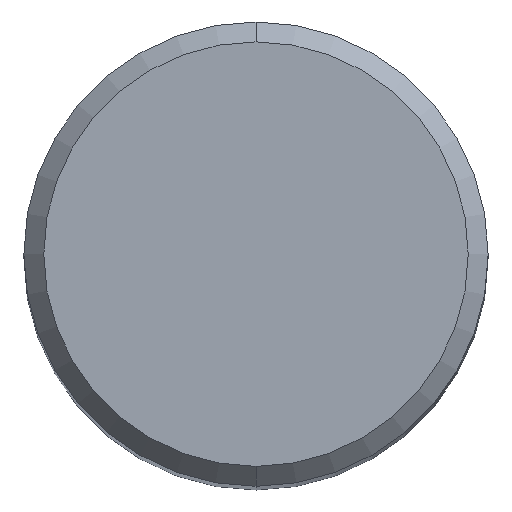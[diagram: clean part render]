
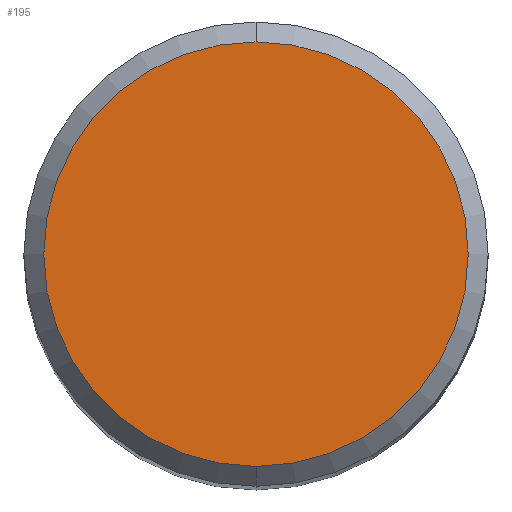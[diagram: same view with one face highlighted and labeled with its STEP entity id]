
A CAD part, top view. The second image highlights one B-rep face of the part: STEP entity #195.
In plain terms, the highlighted planar face has unit normal (0, 0, 1).
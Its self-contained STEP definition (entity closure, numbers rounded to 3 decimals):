
#195=ADVANCED_FACE('',(#505),#506,.T.);
#307=VERTEX_POINT('',#632);
#343=EDGE_CURVE('',#395,#307,#670,.T.);
#391=EDGE_CURVE('',#307,#395,#719,.T.);
#395=VERTEX_POINT('',#723);
#505=FACE_OUTER_BOUND('',#865,.T.);
#506=PLANE('',#866);
#632=CARTESIAN_POINT('',(0.0,6.4,0.0));
#670=CIRCLE('',#1226,6.4);
#719=CIRCLE('',#1404,6.4);
#723=CARTESIAN_POINT('',(0.,-6.4,0.0));
#865=EDGE_LOOP('',(#1547,#1548));
#866=AXIS2_PLACEMENT_3D('',#1549,#1550,#1551);
#1226=AXIS2_PLACEMENT_3D('',#1749,#1750,#1751);
#1404=AXIS2_PLACEMENT_3D('',#1772,#1773,#1774);
#1547=ORIENTED_EDGE('',*,*,#391,.F.);
#1548=ORIENTED_EDGE('',*,*,#343,.F.);
#1549=CARTESIAN_POINT('',(0.0,3.2,0.0));
#1550=DIRECTION('',(-0.0,0.0,1.0));
#1551=DIRECTION('',(0.0,-1.0,0.0));
#1749=CARTESIAN_POINT('',(0.0,0.0,0.0));
#1750=DIRECTION('',(0.0,0.0,-1.0));
#1751=DIRECTION('',(0.0,1.0,0.0));
#1772=CARTESIAN_POINT('',(0.0,0.0,0.0));
#1773=DIRECTION('',(0.0,0.0,-1.0));
#1774=DIRECTION('',(0.0,1.0,0.0));
